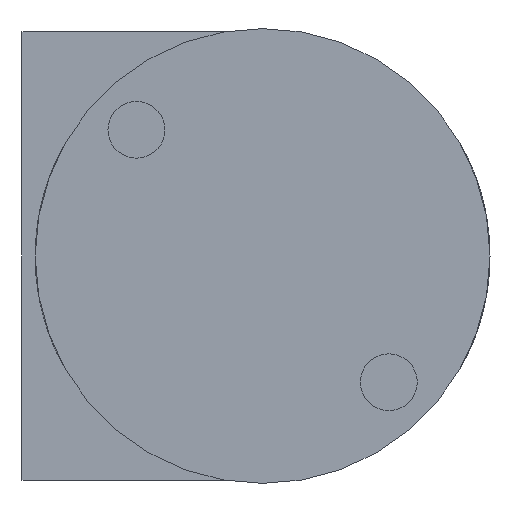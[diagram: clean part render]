
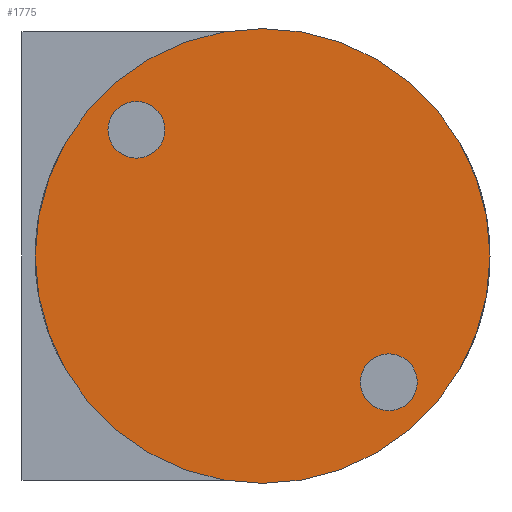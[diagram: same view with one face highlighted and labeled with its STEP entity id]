
A CAD part, front view. The second image highlights one B-rep face of the part: STEP entity #1775.
In plain terms, the highlighted planar face has unit normal (0, -1, 0).
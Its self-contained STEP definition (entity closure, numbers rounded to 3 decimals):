
#69 = AXIS2_PLACEMENT_3D ( 'NONE', #1492, #168, #613 ) ;
#70 = ORIENTED_EDGE ( 'NONE', *, *, #861, .F. ) ;
#79 = ORIENTED_EDGE ( 'NONE', *, *, #1227, .F. ) ;
#96 = DIRECTION ( 'NONE',  ( 0., 0., 1. ) ) ;
#156 = AXIS2_PLACEMENT_3D ( 'NONE', #379, #1129, #831 ) ;
#168 = DIRECTION ( 'NONE',  ( 0., -1., 0. ) ) ;
#227 = AXIS2_PLACEMENT_3D ( 'NONE', #701, #1422, #1864 ) ;
#320 = CARTESIAN_POINT ( 'NONE',  ( 0., -34.85, 0. ) ) ;
#353 = ORIENTED_EDGE ( 'NONE', *, *, #1815, .F. ) ;
#379 = CARTESIAN_POINT ( 'NONE',  ( -11.1, -34.85, 11.1 ) ) ;
#383 = CIRCLE ( 'NONE', #69, 2.5 ) ;
#424 = EDGE_LOOP ( 'NONE', ( #353, #1881 ) ) ;
#441 = CARTESIAN_POINT ( 'NONE',  ( 11.1, -34.85, -13.6 ) ) ;
#454 = AXIS2_PLACEMENT_3D ( 'NONE', #1130, #980, #96 ) ;
#509 = VERTEX_POINT ( 'NONE', #782 ) ;
#538 = EDGE_CURVE ( 'NONE', #1608, #989, #1752, .T. ) ;
#597 = CIRCLE ( 'NONE', #1673, 20. ) ;
#613 = DIRECTION ( 'NONE',  ( 0., 0., -1. ) ) ;
#701 = CARTESIAN_POINT ( 'NONE',  ( 0., -34.85, 0. ) ) ;
#717 = VERTEX_POINT ( 'NONE', #1523 ) ;
#782 = CARTESIAN_POINT ( 'NONE',  ( 0., -34.85, -20. ) ) ;
#798 = ORIENTED_EDGE ( 'NONE', *, *, #1494, .F. ) ;
#812 = CIRCLE ( 'NONE', #227, 20. ) ;
#831 = DIRECTION ( 'NONE',  ( 0., 0., -1. ) ) ;
#861 = EDGE_CURVE ( 'NONE', #989, #1608, #1758, .T. ) ;
#866 = CARTESIAN_POINT ( 'NONE',  ( 11.1, -34.85, -8.6 ) ) ;
#886 = AXIS2_PLACEMENT_3D ( 'NONE', #1100, #1856, #930 ) ;
#909 = AXIS2_PLACEMENT_3D ( 'NONE', #1851, #1242, #947 ) ;
#930 = DIRECTION ( 'NONE',  ( 0., 0., 1. ) ) ;
#947 = DIRECTION ( 'NONE',  ( 0., 0., 1. ) ) ;
#980 = DIRECTION ( 'NONE',  ( 0., -1., 0. ) ) ;
#989 = VERTEX_POINT ( 'NONE', #866 ) ;
#992 = ORIENTED_EDGE ( 'NONE', *, *, #538, .F. ) ;
#1074 = EDGE_LOOP ( 'NONE', ( #79, #798 ) ) ;
#1100 = CARTESIAN_POINT ( 'NONE',  ( 0., -34.85, 0. ) ) ;
#1118 = PLANE ( 'NONE',  #886 ) ;
#1129 = DIRECTION ( 'NONE',  ( 0., -1., 0. ) ) ;
#1130 = CARTESIAN_POINT ( 'NONE',  ( 11.1, -34.85, -11.1 ) ) ;
#1136 = CIRCLE ( 'NONE', #156, 2.5 ) ;
#1211 = VERTEX_POINT ( 'NONE', #1268 ) ;
#1227 = EDGE_CURVE ( 'NONE', #509, #1331, #812, .T. ) ;
#1242 = DIRECTION ( 'NONE',  ( 0., -1., 0. ) ) ;
#1268 = CARTESIAN_POINT ( 'NONE',  ( -11.1, -34.85, 13.6 ) ) ;
#1329 = CARTESIAN_POINT ( 'NONE',  ( 0., -34.85, 20. ) ) ;
#1331 = VERTEX_POINT ( 'NONE', #1329 ) ;
#1398 = DIRECTION ( 'NONE',  ( 0., 1., 0. ) ) ;
#1399 = FACE_BOUND ( 'NONE', #1860, .T. ) ;
#1401 = EDGE_CURVE ( 'NONE', #1211, #717, #383, .T. ) ;
#1421 = FACE_OUTER_BOUND ( 'NONE', #1074, .T. ) ;
#1422 = DIRECTION ( 'NONE',  ( 0., 1., 0. ) ) ;
#1492 = CARTESIAN_POINT ( 'NONE',  ( -11.1, -34.85, 11.1 ) ) ;
#1494 = EDGE_CURVE ( 'NONE', #1331, #509, #597, .T. ) ;
#1504 = DIRECTION ( 'NONE',  ( 0., 0., 1. ) ) ;
#1523 = CARTESIAN_POINT ( 'NONE',  ( -11.1, -34.85, 8.6 ) ) ;
#1608 = VERTEX_POINT ( 'NONE', #441 ) ;
#1673 = AXIS2_PLACEMENT_3D ( 'NONE', #320, #1398, #1504 ) ;
#1695 = FACE_BOUND ( 'NONE', #424, .T. ) ;
#1752 = CIRCLE ( 'NONE', #909, 2.5 ) ;
#1758 = CIRCLE ( 'NONE', #454, 2.5 ) ;
#1775 = ADVANCED_FACE ( 'NONE', ( #1695, #1399, #1421 ), #1118, .F. ) ;
#1815 = EDGE_CURVE ( 'NONE', #717, #1211, #1136, .T. ) ;
#1851 = CARTESIAN_POINT ( 'NONE',  ( 11.1, -34.85, -11.1 ) ) ;
#1856 = DIRECTION ( 'NONE',  ( 0., 1., 0. ) ) ;
#1860 = EDGE_LOOP ( 'NONE', ( #992, #70 ) ) ;
#1864 = DIRECTION ( 'NONE',  ( 0., 0., 1. ) ) ;
#1881 = ORIENTED_EDGE ( 'NONE', *, *, #1401, .F. ) ;
